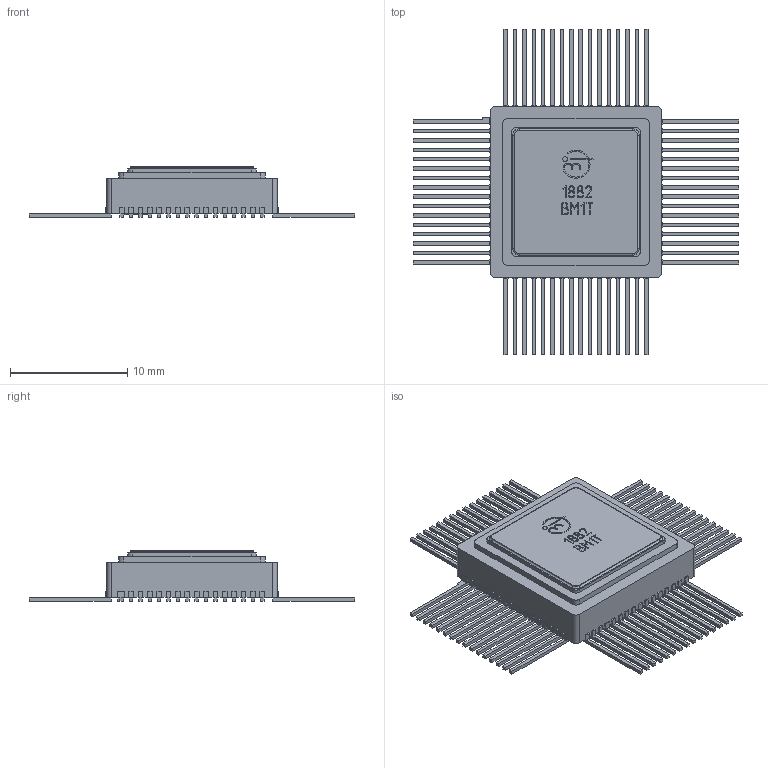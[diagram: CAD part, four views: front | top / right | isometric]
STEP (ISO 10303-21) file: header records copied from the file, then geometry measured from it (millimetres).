
FILE_DESCRIPTION(('STEP AP242'), '1');
FILE_NAME('1882ﾂﾌ1ﾒ', '', ('UNSPECIFIED'), ('UNSPECIFIED'), 'ASCON STEP Converter 1.6', 'ASCON Math Kernel', '');
FILE_SCHEMA(('AP242_MANAGED_MODEL_BASED_3D_ENGINEERING_MIM_LF { 1 0 10303 442 1 1 4 }'));
Length unit declared in the file: millimetre
Bounding box: 27.8 x 27.8 x 4.35 mm (x, y, z)
Volume: 818.1 mm3; surface area: 1192.3 mm2
Topology: 1 solids, 1 shells, 1603 faces, 4607 edges, 3026 vertices
Faces by surface type: plane 1431, cylinder 168, torus 4
Full cylindrical faces by diameter (mm): 0.4 x1
Entity records: 64372 total; most frequent: CARTESIAN_POINT 9236, ORIENTED_EDGE 9212, DIRECTION 8154, EDGE_CURVE 4606, LINE 4266, VECTOR 4266, VERTEX_POINT 3026, AXIS2_PLACEMENT_3D 1944
